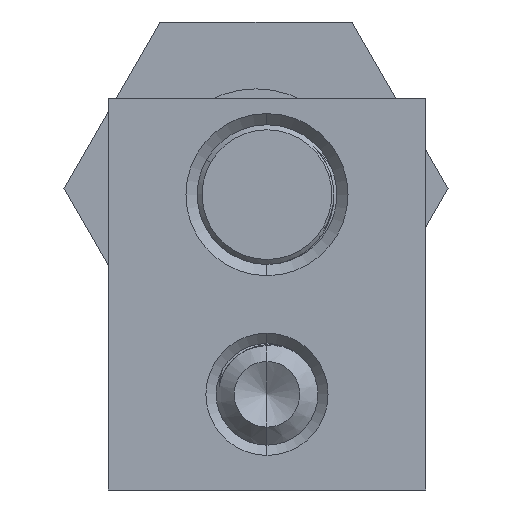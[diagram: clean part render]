
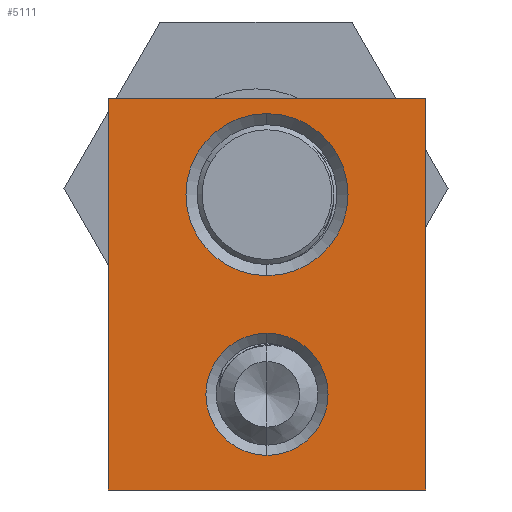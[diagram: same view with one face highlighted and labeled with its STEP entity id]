
A CAD part, front view. The second image highlights one B-rep face of the part: STEP entity #5111.
In plain terms, the highlighted planar face has unit normal (0, -1, 0).
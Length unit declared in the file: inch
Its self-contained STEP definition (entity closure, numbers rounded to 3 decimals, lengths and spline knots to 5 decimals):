
#30 = CARTESIAN_POINT ( 'NONE',  ( -0.626, 0., 0.77165 ) ) ;
#191 = CARTESIAN_POINT ( 'NONE',  ( 0.626, 0., -0.77165 ) ) ;
#192 = DIRECTION ( 'NONE',  ( 0., 1., 0. ) ) ;
#297 = FACE_OUTER_BOUND ( 'NONE', #3106, .T. ) ;
#308 = DIRECTION ( 'NONE',  ( 1., 0., 0. ) ) ;
#566 = ORIENTED_EDGE ( 'NONE', *, *, #5920, .T. ) ;
#647 = CARTESIAN_POINT ( 'NONE',  ( 0., 0., -0.394 ) ) ;
#784 = DIRECTION ( 'NONE',  ( 0., 1., 0. ) ) ;
#870 = ORIENTED_EDGE ( 'NONE', *, *, #6524, .T. ) ;
#972 = DIRECTION ( 'NONE',  ( 0., 1., 0. ) ) ;
#1177 = AXIS2_PLACEMENT_3D ( 'NONE', #647, #6095, #11512 ) ;
#1236 = CARTESIAN_POINT ( 'NONE',  ( -0.626, 0., 0.77165 ) ) ;
#1299 = VERTEX_POINT ( 'NONE', #10545 ) ;
#1390 = VERTEX_POINT ( 'NONE', #191 ) ;
#1590 = EDGE_CURVE ( 'NONE', #2977, #11173, #11091, .T. ) ;
#1835 = CARTESIAN_POINT ( 'NONE',  ( 0., 0., 0.394 ) ) ;
#1916 = VERTEX_POINT ( 'NONE', #4424 ) ;
#2368 = EDGE_LOOP ( 'NONE', ( #6177, #566 ) ) ;
#2453 = EDGE_CURVE ( 'NONE', #1299, #1390, #9831, .T. ) ;
#2741 = DIRECTION ( 'NONE',  ( 0., 0., 1. ) ) ;
#2977 = VERTEX_POINT ( 'NONE', #9423 ) ;
#3019 = ORIENTED_EDGE ( 'NONE', *, *, #2453, .T. ) ;
#3106 = EDGE_LOOP ( 'NONE', ( #3019, #10689, #7277, #870 ) ) ;
#3125 = LINE ( 'NONE', #10772, #3414 ) ;
#3173 = CARTESIAN_POINT ( 'NONE',  ( -0.626, 0., -0.77165 ) ) ;
#3414 = VECTOR ( 'NONE', #5392, 39.37008 ) ;
#3689 = DIRECTION ( 'NONE',  ( 0., 0., -1. ) ) ;
#4259 = DIRECTION ( 'NONE',  ( 1., 0., 0. ) ) ;
#4424 = CARTESIAN_POINT ( 'NONE',  ( 0.626, 0., 0.77165 ) ) ;
#4600 = VERTEX_POINT ( 'NONE', #6687 ) ;
#5111 = ADVANCED_FACE ( 'NONE', ( #7574, #7149, #297 ), #9110, .F. ) ;
#5234 = CIRCLE ( 'NONE', #11482, 0.31988 ) ;
#5342 = CIRCLE ( 'NONE', #8538, 0.31988 ) ;
#5392 = DIRECTION ( 'NONE',  ( 0., 0., -1. ) ) ;
#5438 = VERTEX_POINT ( 'NONE', #7497 ) ;
#5668 = CARTESIAN_POINT ( 'NONE',  ( 0., 0., -0.394 ) ) ;
#5920 = EDGE_CURVE ( 'NONE', #4600, #6273, #5342, .T. ) ;
#5940 = AXIS2_PLACEMENT_3D ( 'NONE', #30, #972, #7321 ) ;
#5949 = AXIS2_PLACEMENT_3D ( 'NONE', #5668, #192, #6560 ) ;
#6014 = CIRCLE ( 'NONE', #5949, 0.24114 ) ;
#6095 = DIRECTION ( 'NONE',  ( 0., 1., 0. ) ) ;
#6177 = ORIENTED_EDGE ( 'NONE', *, *, #7315, .T. ) ;
#6226 = CARTESIAN_POINT ( 'NONE',  ( 0., 0., 0.394 ) ) ;
#6273 = VERTEX_POINT ( 'NONE', #8851 ) ;
#6432 = VECTOR ( 'NONE', #308, 39.37008 ) ;
#6524 = EDGE_CURVE ( 'NONE', #5438, #1299, #7858, .T. ) ;
#6557 = VECTOR ( 'NONE', #4259, 39.37008 ) ;
#6560 = DIRECTION ( 'NONE',  ( 0., 0., 1. ) ) ;
#6687 = CARTESIAN_POINT ( 'NONE',  ( 0., 0., 0.71388 ) ) ;
#6900 = EDGE_CURVE ( 'NONE', #5438, #1916, #11232, .T. ) ;
#7142 = DIRECTION ( 'NONE',  ( 0., 0., 1. ) ) ;
#7149 = FACE_BOUND ( 'NONE', #10045, .T. ) ;
#7277 = ORIENTED_EDGE ( 'NONE', *, *, #6900, .F. ) ;
#7315 = EDGE_CURVE ( 'NONE', #6273, #4600, #5234, .T. ) ;
#7321 = DIRECTION ( 'NONE',  ( 0., 0., 1. ) ) ;
#7497 = CARTESIAN_POINT ( 'NONE',  ( -0.626, 0., 0.77165 ) ) ;
#7574 = FACE_BOUND ( 'NONE', #2368, .T. ) ;
#7577 = VECTOR ( 'NONE', #3689, 39.37008 ) ;
#7858 = LINE ( 'NONE', #9083, #7577 ) ;
#8173 = DIRECTION ( 'NONE',  ( 0., 1., 0. ) ) ;
#8406 = ORIENTED_EDGE ( 'NONE', *, *, #10030, .T. ) ;
#8538 = AXIS2_PLACEMENT_3D ( 'NONE', #1835, #8173, #2741 ) ;
#8851 = CARTESIAN_POINT ( 'NONE',  ( 0., 0., 0.07412 ) ) ;
#9083 = CARTESIAN_POINT ( 'NONE',  ( -0.626, 0., 0.77165 ) ) ;
#9110 = PLANE ( 'NONE',  #5940 ) ;
#9423 = CARTESIAN_POINT ( 'NONE',  ( 0., 0., -0.63514 ) ) ;
#9831 = LINE ( 'NONE', #3173, #6557 ) ;
#10012 = CARTESIAN_POINT ( 'NONE',  ( 0., 0., -0.15286 ) ) ;
#10030 = EDGE_CURVE ( 'NONE', #11173, #2977, #6014, .T. ) ;
#10045 = EDGE_LOOP ( 'NONE', ( #10395, #8406 ) ) ;
#10395 = ORIENTED_EDGE ( 'NONE', *, *, #1590, .T. ) ;
#10545 = CARTESIAN_POINT ( 'NONE',  ( -0.626, 0., -0.77165 ) ) ;
#10689 = ORIENTED_EDGE ( 'NONE', *, *, #11322, .F. ) ;
#10772 = CARTESIAN_POINT ( 'NONE',  ( 0.626, 0., 0.77165 ) ) ;
#11091 = CIRCLE ( 'NONE', #1177, 0.24114 ) ;
#11173 = VERTEX_POINT ( 'NONE', #10012 ) ;
#11232 = LINE ( 'NONE', #1236, #6432 ) ;
#11322 = EDGE_CURVE ( 'NONE', #1916, #1390, #3125, .T. ) ;
#11482 = AXIS2_PLACEMENT_3D ( 'NONE', #6226, #784, #7142 ) ;
#11512 = DIRECTION ( 'NONE',  ( 0., 0., 1. ) ) ;
